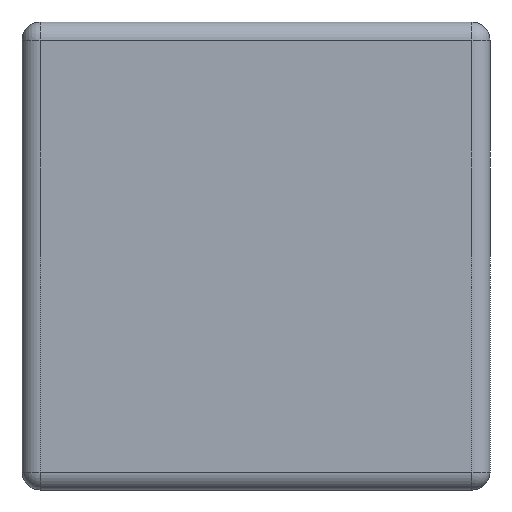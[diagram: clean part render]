
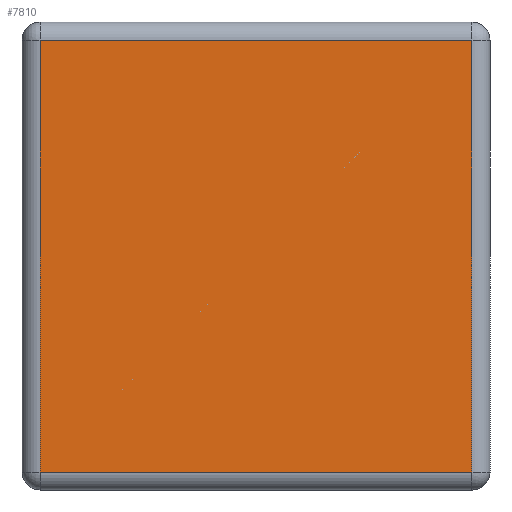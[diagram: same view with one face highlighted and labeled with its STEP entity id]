
A CAD part, left-side view. The second image highlights one B-rep face of the part: STEP entity #7810.
In plain terms, the highlighted planar face has unit normal (-1, 0, 0).
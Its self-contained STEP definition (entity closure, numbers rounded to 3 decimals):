
#470 = VECTOR ( 'NONE', #1721, 1000. ) ;
#788 = DIRECTION ( 'NONE',  ( -1., 0., 0. ) ) ;
#919 = CARTESIAN_POINT ( 'NONE',  ( -0.5, -0.24, 0.51 ) ) ;
#944 = CARTESIAN_POINT ( 'NONE',  ( -0.5, -0.24, 0.49 ) ) ;
#1236 = EDGE_CURVE ( 'NONE', #3344, #6430, #8713, .T. ) ;
#1666 = EDGE_LOOP ( 'NONE', ( #6967, #8041, #7683, #2375 ) ) ;
#1684 = EDGE_CURVE ( 'NONE', #5195, #8500, #7970, .T. ) ;
#1702 = CARTESIAN_POINT ( 'NONE',  ( -0.5, -0.24, 0.01 ) ) ;
#1721 = DIRECTION ( 'NONE',  ( 0., 0., 1. ) ) ;
#2099 = CARTESIAN_POINT ( 'NONE',  ( -0.5, 0.26, 0.49 ) ) ;
#2375 = ORIENTED_EDGE ( 'NONE', *, *, #1236, .T. ) ;
#2528 = LINE ( 'NONE', #919, #470 ) ;
#2820 = VECTOR ( 'NONE', #9550, 1000. ) ;
#3344 = VERTEX_POINT ( 'NONE', #7203 ) ;
#3729 = VECTOR ( 'NONE', #5900, 1000. ) ;
#4784 = FACE_OUTER_BOUND ( 'NONE', #1666, .T. ) ;
#5195 = VERTEX_POINT ( 'NONE', #944 ) ;
#5219 = DIRECTION ( 'NONE',  ( 0., 1., 0. ) ) ;
#5432 = CARTESIAN_POINT ( 'NONE',  ( -0.5, 0., 0. ) ) ;
#5779 = LINE ( 'NONE', #6610, #3729 ) ;
#5805 = EDGE_CURVE ( 'NONE', #8500, #3344, #5779, .T. ) ;
#5900 = DIRECTION ( 'NONE',  ( 0., 0., -1. ) ) ;
#5947 = VECTOR ( 'NONE', #5219, 1000. ) ;
#6156 = PLANE ( 'NONE',  #8276 ) ;
#6183 = DIRECTION ( 'NONE',  ( 0., -1., 0. ) ) ;
#6430 = VERTEX_POINT ( 'NONE', #1702 ) ;
#6610 = CARTESIAN_POINT ( 'NONE',  ( -0.5, 0.24, -0.01 ) ) ;
#6967 = ORIENTED_EDGE ( 'NONE', *, *, #9273, .T. ) ;
#7203 = CARTESIAN_POINT ( 'NONE',  ( -0.5, 0.24, 0.01 ) ) ;
#7553 = CARTESIAN_POINT ( 'NONE',  ( -0.5, 0.24, 0.49 ) ) ;
#7683 = ORIENTED_EDGE ( 'NONE', *, *, #5805, .T. ) ;
#7810 = ADVANCED_FACE ( 'NONE', ( #4784 ), #6156, .T. ) ;
#7970 = LINE ( 'NONE', #2099, #5947 ) ;
#8041 = ORIENTED_EDGE ( 'NONE', *, *, #1684, .T. ) ;
#8276 = AXIS2_PLACEMENT_3D ( 'NONE', #5432, #788, #6183 ) ;
#8500 = VERTEX_POINT ( 'NONE', #7553 ) ;
#8713 = LINE ( 'NONE', #9584, #2820 ) ;
#9273 = EDGE_CURVE ( 'NONE', #6430, #5195, #2528, .T. ) ;
#9550 = DIRECTION ( 'NONE',  ( 0., -1., 0. ) ) ;
#9584 = CARTESIAN_POINT ( 'NONE',  ( -0.5, -0.26, 0.01 ) ) ;
